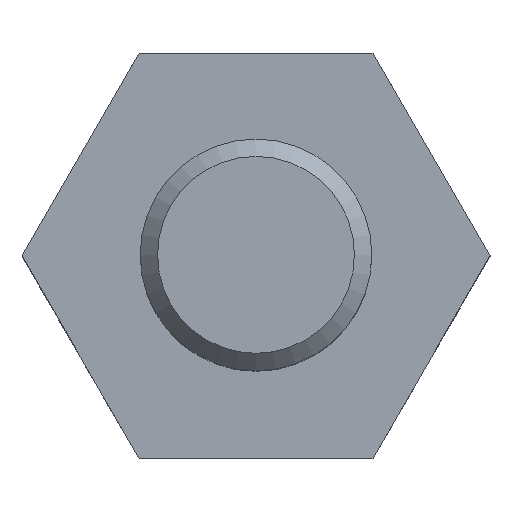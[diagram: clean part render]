
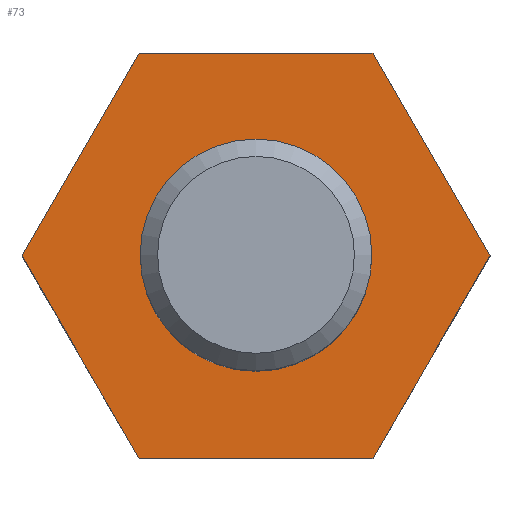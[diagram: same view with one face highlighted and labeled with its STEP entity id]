
A CAD part, top view. The second image highlights one B-rep face of the part: STEP entity #73.
In plain terms, the highlighted planar face has unit normal (0, 0, 1).
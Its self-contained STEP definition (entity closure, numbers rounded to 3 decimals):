
#73 = ADVANCED_FACE( '', ( #160, #161 ), #162, .T. );
#160 = FACE_BOUND( '', #254, .T. );
#161 = FACE_OUTER_BOUND( '', #255, .T. );
#162 = PLANE( '', #256 );
#254 = EDGE_LOOP( '', ( #381 ) );
#255 = EDGE_LOOP( '', ( #382, #383, #384, #385, #386, #387 ) );
#256 = AXIS2_PLACEMENT_3D( '', #388, #389, #390 );
#381 = ORIENTED_EDGE( '', *, *, #508, .T. );
#382 = ORIENTED_EDGE( '', *, *, #521, .T. );
#383 = ORIENTED_EDGE( '', *, *, #522, .T. );
#384 = ORIENTED_EDGE( '', *, *, #502, .T. );
#385 = ORIENTED_EDGE( '', *, *, #523, .T. );
#386 = ORIENTED_EDGE( '', *, *, #524, .T. );
#387 = ORIENTED_EDGE( '', *, *, #525, .T. );
#388 = CARTESIAN_POINT( '', ( 0., 0., 6. ) );
#389 = DIRECTION( '', ( 0., 0., 1. ) );
#390 = DIRECTION( '', ( 1., 0., 0. ) );
#502 = EDGE_CURVE( '', #585, #583, #586, .T. );
#508 = EDGE_CURVE( '', #594, #594, #595, .F. );
#521 = EDGE_CURVE( '', #612, #613, #614, .T. );
#522 = EDGE_CURVE( '', #613, #585, #615, .T. );
#523 = EDGE_CURVE( '', #583, #616, #617, .T. );
#524 = EDGE_CURVE( '', #616, #618, #619, .T. );
#525 = EDGE_CURVE( '', #618, #612, #620, .T. );
#583 = VERTEX_POINT( '', #709 );
#585 = VERTEX_POINT( '', #712 );
#586 = LINE( '', #713, #714 );
#594 = VERTEX_POINT( '', #728 );
#595 = CIRCLE( '', #729, 1.852 );
#612 = VERTEX_POINT( '', #758 );
#613 = VERTEX_POINT( '', #759 );
#614 = LINE( '', #760, #761 );
#615 = LINE( '', #762, #763 );
#616 = VERTEX_POINT( '', #764 );
#617 = LINE( '', #765, #766 );
#618 = VERTEX_POINT( '', #767 );
#619 = LINE( '', #768, #769 );
#620 = LINE( '', #770, #771 );
#709 = CARTESIAN_POINT( '', ( -2.021, -3.5, 6. ) );
#712 = CARTESIAN_POINT( '', ( -4.041, 0., 6. ) );
#713 = CARTESIAN_POINT( '', ( -4.041, 0., 6. ) );
#714 = VECTOR( '', #853, 1000. );
#728 = CARTESIAN_POINT( '', ( 1.852, 0., 6. ) );
#729 = AXIS2_PLACEMENT_3D( '', #858, #859, #860 );
#758 = CARTESIAN_POINT( '', ( 2.021, 3.5, 6. ) );
#759 = CARTESIAN_POINT( '', ( -2.021, 3.5, 6. ) );
#760 = CARTESIAN_POINT( '', ( 2.021, 3.5, 6. ) );
#761 = VECTOR( '', #879, 1000. );
#762 = CARTESIAN_POINT( '', ( -2.021, 3.5, 6. ) );
#763 = VECTOR( '', #880, 1000. );
#764 = CARTESIAN_POINT( '', ( 2.021, -3.5, 6. ) );
#765 = CARTESIAN_POINT( '', ( -2.021, -3.5, 6. ) );
#766 = VECTOR( '', #881, 1000. );
#767 = CARTESIAN_POINT( '', ( 4.041, 0., 6. ) );
#768 = CARTESIAN_POINT( '', ( 2.021, -3.5, 6. ) );
#769 = VECTOR( '', #882, 1000. );
#770 = CARTESIAN_POINT( '', ( 4.041, 0., 6. ) );
#771 = VECTOR( '', #883, 1000. );
#853 = DIRECTION( '', ( 0.5, -0.866, 0. ) );
#858 = CARTESIAN_POINT( '', ( 0., 0., 6. ) );
#859 = DIRECTION( '', ( 0., 0., 1. ) );
#860 = DIRECTION( '', ( 1., 0., 0. ) );
#879 = DIRECTION( '', ( -1., 0., 0. ) );
#880 = DIRECTION( '', ( -0.5, -0.866, 0. ) );
#881 = DIRECTION( '', ( 1., 0., 0. ) );
#882 = DIRECTION( '', ( 0.5, 0.866, 0. ) );
#883 = DIRECTION( '', ( -0.5, 0.866, 0. ) );
